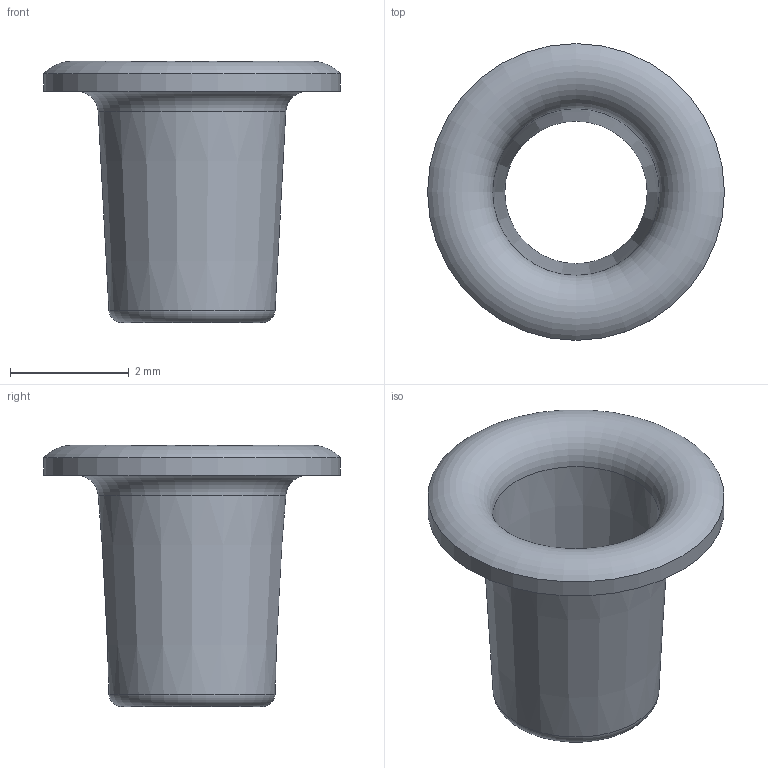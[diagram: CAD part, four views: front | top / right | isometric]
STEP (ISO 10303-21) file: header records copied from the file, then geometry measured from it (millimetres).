
FILE_DESCRIPTION(('FreeCAD Model'),'2;1');
FILE_NAME('Open CASCADE Shape Model','2024-10-10T09:25:03',(''),(''), 'Open CASCADE STEP processor 7.6','FreeCAD','Unknown');
FILE_SCHEMA(('AUTOMOTIVE_DESIGN { 1 0 10303 214 1 1 1 1 }'));
Length unit declared in the file: millimetre
Products named in the file (1): Fixing
Bounding box: 5 x 5 x 4.4 mm (x, y, z)
Volume: 12.1 mm3; surface area: 100.8 mm2
Topology: 1 solids, 1 shells, 7 faces, 13 edges, 7 vertices
Faces by surface type: torus 3, cone 2, plane 1, cylinder 1
Full cylindrical faces by diameter (mm): 5 x1
Entity records: 348 total; most frequent: CARTESIAN_POINT 78, DIRECTION 41, ORIENTED_EDGE 26, PCURVE 26, DEFINITIONAL_REPRESENTATION 26, B_SPLINE_CURVE_WITH_KNOTS 24, AXIS2_PLACEMENT_3D 18, EDGE_CURVE 13
